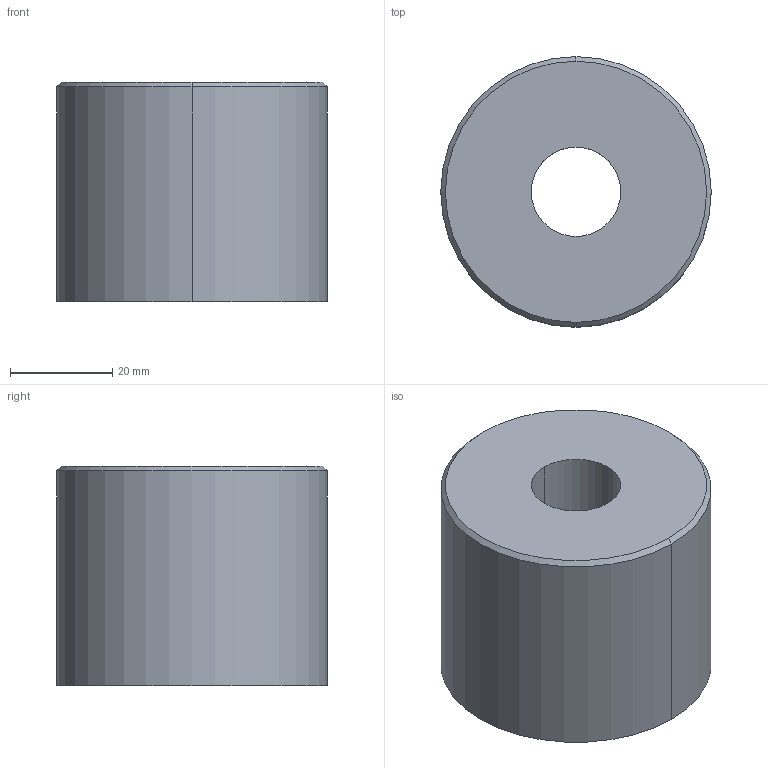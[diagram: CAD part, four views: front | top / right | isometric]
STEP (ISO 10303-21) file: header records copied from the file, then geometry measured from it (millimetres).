
FILE_DESCRIPTION(('CATIA V5 STEP Exchange','CAx-IF Rec.Pracs.--- Model Styling and Organization---1.4--- 2014-01-23','CAx-IF Rec.Pracs.---3D Tessellated Data Validation Properties---0.5---2014-09-14'),'2;1');
FILE_NAME('grain drilling jig 0.6875corenochamfer.stp','2025-07-17T05:56:35+00:00',('none'),('none'),'CATIA Version 5-6 Release 2019 SP6','CATIA V5 STEP AP242 v1','none');
FILE_SCHEMA(('AP242_MANAGED_MODEL_BASED_3D_ENGINEERING_MIM_LF {1 0 10303 442 1 1 4}'));
Length unit declared in the file: millimetre
Products named in the file (1): grain drilling jig
Bounding box: 52.83 x 52.83 x 42.86 mm (x, y, z)
Volume: 44226.6 mm3; surface area: 15699.7 mm2
Topology: 1 solids, 1 shells, 11 faces, 29 edges, 22 vertices
Faces by surface type: cylinder 6, plane 3, cone 2
Entity records: 351 total; most frequent: CARTESIAN_POINT 65, ORIENTED_EDGE 44, DIRECTION 43, AXIS2_PLACEMENT_3D 22, EDGE_CURVE 22, VECTOR 15, LINE 15, CIRCLE 14
